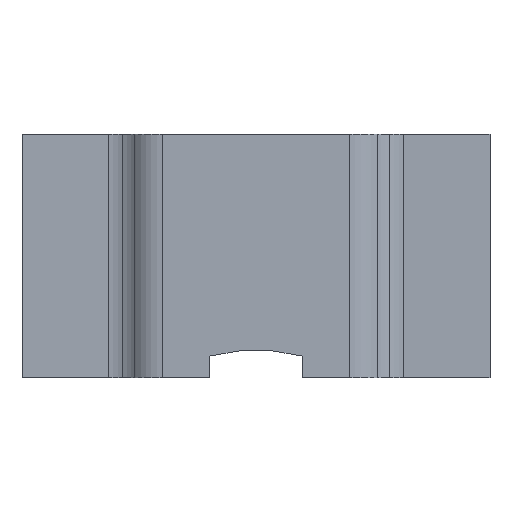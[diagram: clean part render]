
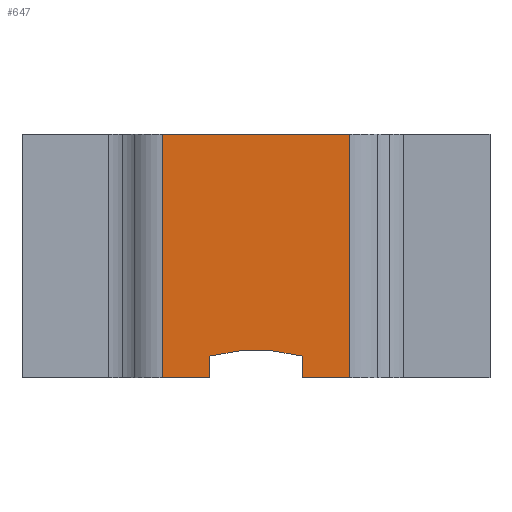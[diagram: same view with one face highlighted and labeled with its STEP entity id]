
A CAD part, top view. The second image highlights one B-rep face of the part: STEP entity #647.
In plain terms, the highlighted planar face has unit normal (0, 0, 1).
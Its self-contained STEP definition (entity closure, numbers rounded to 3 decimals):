
#31 = DIRECTION ( 'NONE',  ( -1., 0., 0. ) ) ;
#49 = EDGE_CURVE ( 'NONE', #235, #303, #961, .T. ) ;
#55 = VERTEX_POINT ( 'NONE', #673 ) ;
#57 = AXIS2_PLACEMENT_3D ( 'NONE', #690, #877, #31 ) ;
#74 = VECTOR ( 'NONE', #294, 1000. ) ;
#99 = EDGE_LOOP ( 'NONE', ( #650, #623, #302, #1067, #377, #148, #389, #509 ) ) ;
#100 = EDGE_CURVE ( 'NONE', #1165, #730, #395, .T. ) ;
#144 = CARTESIAN_POINT ( 'NONE',  ( 0.993, 0.46, 0.881 ) ) ;
#147 = VECTOR ( 'NONE', #537, 1000. ) ;
#148 = ORIENTED_EDGE ( 'NONE', *, *, #749, .F. ) ;
#163 = CARTESIAN_POINT ( 'NONE',  ( 0.993, 0., 0.881 ) ) ;
#204 = AXIS2_PLACEMENT_3D ( 'NONE', #1211, #1202, #376 ) ;
#219 = LINE ( 'NONE', #1077, #1164 ) ;
#233 = CARTESIAN_POINT ( 'NONE',  ( -2., 0., 0.881 ) ) ;
#235 = VERTEX_POINT ( 'NONE', #701 ) ;
#294 = DIRECTION ( 'NONE',  ( 0., -1., 0. ) ) ;
#298 = DIRECTION ( 'NONE',  ( 1., 0., 0. ) ) ;
#299 = DIRECTION ( 'NONE',  ( 0., -1., 0. ) ) ;
#302 = ORIENTED_EDGE ( 'NONE', *, *, #764, .F. ) ;
#303 = VERTEX_POINT ( 'NONE', #233 ) ;
#339 = LINE ( 'NONE', #1033, #469 ) ;
#357 = LINE ( 'NONE', #573, #820 ) ;
#367 = PLANE ( 'NONE',  #204 ) ;
#368 = FACE_OUTER_BOUND ( 'NONE', #99, .T. ) ;
#376 = DIRECTION ( 'NONE',  ( 1., 0., 0. ) ) ;
#377 = ORIENTED_EDGE ( 'NONE', *, *, #49, .T. ) ;
#389 = ORIENTED_EDGE ( 'NONE', *, *, #970, .F. ) ;
#395 = CIRCLE ( 'NONE', #57, 3.858 ) ;
#444 = CARTESIAN_POINT ( 'NONE',  ( 0.993, 0.46, 0.881 ) ) ;
#469 = VECTOR ( 'NONE', #664, 1000. ) ;
#509 = ORIENTED_EDGE ( 'NONE', *, *, #100, .F. ) ;
#528 = LINE ( 'NONE', #144, #147 ) ;
#537 = DIRECTION ( 'NONE',  ( 0., 1., 0. ) ) ;
#571 = CARTESIAN_POINT ( 'NONE',  ( 2., 5.2, 0.881 ) ) ;
#573 = CARTESIAN_POINT ( 'NONE',  ( -0.993, 0., 0.881 ) ) ;
#611 = DIRECTION ( 'NONE',  ( -1., 0., 0. ) ) ;
#623 = ORIENTED_EDGE ( 'NONE', *, *, #1068, .F. ) ;
#647 = ADVANCED_FACE ( 'NONE', ( #368 ), #367, .T. ) ;
#650 = ORIENTED_EDGE ( 'NONE', *, *, #1194, .F. ) ;
#659 = LINE ( 'NONE', #1128, #1048 ) ;
#664 = DIRECTION ( 'NONE',  ( -1., 0., 0. ) ) ;
#673 = CARTESIAN_POINT ( 'NONE',  ( -0.993, 0., 0.881 ) ) ;
#678 = DIRECTION ( 'NONE',  ( 0., -1., 0. ) ) ;
#690 = CARTESIAN_POINT ( 'NONE',  ( 0., -3.268, 0.881 ) ) ;
#699 = VERTEX_POINT ( 'NONE', #163 ) ;
#701 = CARTESIAN_POINT ( 'NONE',  ( -2., 5.2, 0.881 ) ) ;
#730 = VERTEX_POINT ( 'NONE', #834 ) ;
#749 = EDGE_CURVE ( 'NONE', #55, #303, #339, .T. ) ;
#764 = EDGE_CURVE ( 'NONE', #797, #966, #864, .T. ) ;
#797 = VERTEX_POINT ( 'NONE', #571 ) ;
#820 = VECTOR ( 'NONE', #299, 1000. ) ;
#834 = CARTESIAN_POINT ( 'NONE',  ( -0.993, 0.46, 0.881 ) ) ;
#859 = CARTESIAN_POINT ( 'NONE',  ( 2., 0., 0.881 ) ) ;
#864 = LINE ( 'NONE', #939, #74 ) ;
#871 = EDGE_CURVE ( 'NONE', #235, #797, #659, .T. ) ;
#877 = DIRECTION ( 'NONE',  ( 0., 0., 1. ) ) ;
#912 = VECTOR ( 'NONE', #678, 1000. ) ;
#939 = CARTESIAN_POINT ( 'NONE',  ( 2., 5.2, 0.881 ) ) ;
#955 = CARTESIAN_POINT ( 'NONE',  ( -2., 5.2, 0.881 ) ) ;
#961 = LINE ( 'NONE', #955, #912 ) ;
#966 = VERTEX_POINT ( 'NONE', #859 ) ;
#970 = EDGE_CURVE ( 'NONE', #730, #55, #357, .T. ) ;
#1033 = CARTESIAN_POINT ( 'NONE',  ( 1., 0., 0.881 ) ) ;
#1048 = VECTOR ( 'NONE', #298, 1000. ) ;
#1067 = ORIENTED_EDGE ( 'NONE', *, *, #871, .F. ) ;
#1068 = EDGE_CURVE ( 'NONE', #966, #699, #219, .T. ) ;
#1077 = CARTESIAN_POINT ( 'NONE',  ( 1., 0., 0.881 ) ) ;
#1128 = CARTESIAN_POINT ( 'NONE',  ( -2., 5.2, 0.881 ) ) ;
#1164 = VECTOR ( 'NONE', #611, 1000. ) ;
#1165 = VERTEX_POINT ( 'NONE', #444 ) ;
#1194 = EDGE_CURVE ( 'NONE', #699, #1165, #528, .T. ) ;
#1202 = DIRECTION ( 'NONE',  ( 0., 0., 1. ) ) ;
#1211 = CARTESIAN_POINT ( 'NONE',  ( 2., 5.2, 0.881 ) ) ;
